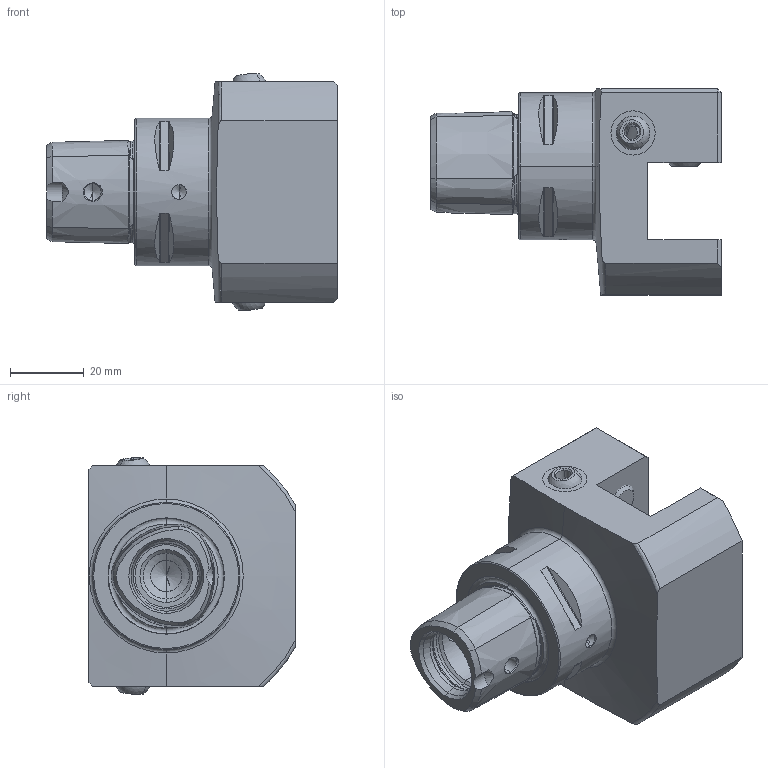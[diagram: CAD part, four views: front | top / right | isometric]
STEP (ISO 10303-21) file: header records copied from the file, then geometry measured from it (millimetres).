
FILE_DESCRIPTION (( 'STEP AP203' ), '1' );
FILE_NAME ('PS4-V20.N11.055.STEP', '2012-05-08T11:25:22', ( 'baer' ), ( 'Hewlett-Packard Company' ), 'SwSTEP 2.0', 'SolidWorks 2012', '' );
FILE_SCHEMA (( 'CONFIG_CONTROL_DESIGN' ));
Length unit declared in the file: millimetre
Products named in the file (6): ISO 4026 - M10 x 20_PreviewCfg; KU1-U12.001.010; KU1-U12.001.010_2; KU1-U12.001.010_1; PS4-V20.N11.055_A; PS4-V20.N11.055
Assembly tree (8 placements, depth 3):
  PS4-V20.N11.055
    PS4-V20.N11.055_A
    KU1-U12.001.010  x2
      KU1-U12.001.010_1
      KU1-U12.001.010_2
    ISO 4026 - M10 x 20_PreviewCfg  x3
Bounding box: 79 x 56 x 64.38 mm (x, y, z)
Volume: 116921.8 mm3; surface area: 29038.4 mm2
Topology: 8 solids, 8 shells, 254 faces, 623 edges, 379 vertices
Faces by surface type: cone 76, plane 71, cylinder 61, torus 38, sphere 8
Entity records: 7451 total; most frequent: CARTESIAN_POINT 1977, DIRECTION 1025, ORIENTED_EDGE 990, EDGE_CURVE 495, AXIS2_PLACEMENT_3D 423, VERTEX_POINT 303, EDGE_LOOP 230, ADVANCED_FACE 207
